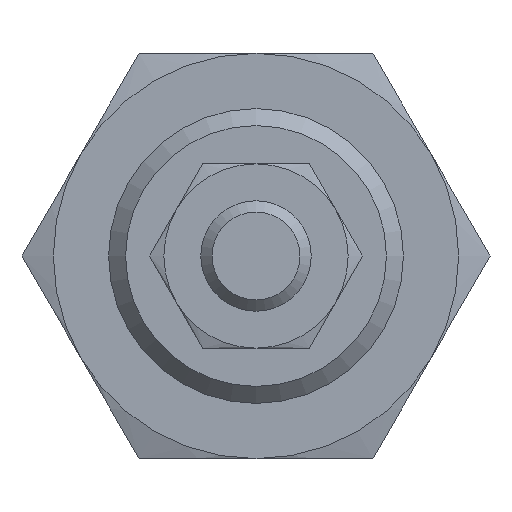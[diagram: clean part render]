
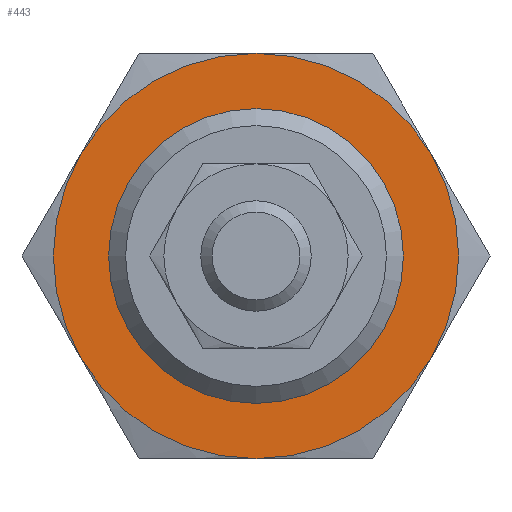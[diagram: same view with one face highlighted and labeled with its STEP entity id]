
A CAD part, left-side view. The second image highlights one B-rep face of the part: STEP entity #443.
In plain terms, the highlighted planar face has unit normal (-1, 0, 0).
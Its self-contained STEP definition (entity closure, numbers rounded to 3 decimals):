
#443 = ADVANCED_FACE( '', ( #851, #852 ), #853, .F. );
#851 = FACE_OUTER_BOUND( '', #1243, .T. );
#852 = FACE_BOUND( '', #1244, .T. );
#853 = PLANE( '', #1245 );
#1243 = EDGE_LOOP( '', ( #2046, #2047, #2048, #2049, #2050, #2051 ) );
#1244 = EDGE_LOOP( '', ( #2052 ) );
#1245 = AXIS2_PLACEMENT_3D( '', #2053, #2054, #2055 );
#2046 = ORIENTED_EDGE( '', *, *, #2408, .F. );
#2047 = ORIENTED_EDGE( '', *, *, #2493, .F. );
#2048 = ORIENTED_EDGE( '', *, *, #2394, .F. );
#2049 = ORIENTED_EDGE( '', *, *, #2468, .F. );
#2050 = ORIENTED_EDGE( '', *, *, #2352, .F. );
#2051 = ORIENTED_EDGE( '', *, *, #2423, .F. );
#2052 = ORIENTED_EDGE( '', *, *, #2414, .T. );
#2053 = CARTESIAN_POINT( '', ( 0., 0., 0. ) );
#2054 = DIRECTION( '', ( 1., 0., 0. ) );
#2055 = DIRECTION( '', ( 0., 0., -1. ) );
#2352 = EDGE_CURVE( '', #2783, #2780, #2785, .T. );
#2394 = EDGE_CURVE( '', #2846, #2847, #2848, .T. );
#2408 = EDGE_CURVE( '', #2863, #2771, #2865, .T. );
#2414 = EDGE_CURVE( '', #2873, #2873, #2874, .T. );
#2423 = EDGE_CURVE( '', #2771, #2783, #2885, .T. );
#2468 = EDGE_CURVE( '', #2780, #2846, #2941, .T. );
#2493 = EDGE_CURVE( '', #2847, #2863, #2970, .T. );
#2771 = VERTEX_POINT( '', #3366 );
#2780 = VERTEX_POINT( '', #3385 );
#2783 = VERTEX_POINT( '', #3393 );
#2785 = CIRCLE( '', #3400, 11. );
#2846 = VERTEX_POINT( '', #3502 );
#2847 = VERTEX_POINT( '', #3503 );
#2848 = CIRCLE( '', #3504, 11. );
#2863 = VERTEX_POINT( '', #3539 );
#2865 = CIRCLE( '', #3546, 11. );
#2873 = VERTEX_POINT( '', #3557 );
#2874 = CIRCLE( '', #3558, 8. );
#2885 = CIRCLE( '', #3570, 11. );
#2941 = CIRCLE( '', #3670, 11. );
#2970 = CIRCLE( '', #3727, 11. );
#3366 = CARTESIAN_POINT( '', ( 0., 9.526, 5.5 ) );
#3385 = CARTESIAN_POINT( '', ( 0., -9.526, 5.5 ) );
#3393 = CARTESIAN_POINT( '', ( 0., 0., 11. ) );
#3400 = AXIS2_PLACEMENT_3D( '', #3998, #3999, #4000 );
#3502 = CARTESIAN_POINT( '', ( 0., -9.526, -5.5 ) );
#3503 = CARTESIAN_POINT( '', ( 0., 0., -11. ) );
#3504 = AXIS2_PLACEMENT_3D( '', #4040, #4041, #4042 );
#3539 = CARTESIAN_POINT( '', ( 0., 9.526, -5.5 ) );
#3546 = AXIS2_PLACEMENT_3D( '', #4047, #4048, #4049 );
#3557 = CARTESIAN_POINT( '', ( 0., 0., -8. ) );
#3558 = AXIS2_PLACEMENT_3D( '', #4056, #4057, #4058 );
#3570 = AXIS2_PLACEMENT_3D( '', #4069, #4070, #4071 );
#3670 = AXIS2_PLACEMENT_3D( '', #4108, #4109, #4110 );
#3727 = AXIS2_PLACEMENT_3D( '', #4129, #4130, #4131 );
#3998 = CARTESIAN_POINT( '', ( 0., 0., 0. ) );
#3999 = DIRECTION( '', ( 1., 0., 0. ) );
#4000 = DIRECTION( '', ( 0., 0., -1. ) );
#4040 = CARTESIAN_POINT( '', ( 0., 0., 0. ) );
#4041 = DIRECTION( '', ( 1., 0., 0. ) );
#4042 = DIRECTION( '', ( 0., 0., -1. ) );
#4047 = CARTESIAN_POINT( '', ( 0., 0., 0. ) );
#4048 = DIRECTION( '', ( 1., 0., 0. ) );
#4049 = DIRECTION( '', ( 0., 0., -1. ) );
#4056 = CARTESIAN_POINT( '', ( 0., 0., 0. ) );
#4057 = DIRECTION( '', ( 1., 0., 0. ) );
#4058 = DIRECTION( '', ( 0., 0., -1. ) );
#4069 = CARTESIAN_POINT( '', ( 0., 0., 0. ) );
#4070 = DIRECTION( '', ( 1., 0., 0. ) );
#4071 = DIRECTION( '', ( 0., 0., -1. ) );
#4108 = CARTESIAN_POINT( '', ( 0., 0., 0. ) );
#4109 = DIRECTION( '', ( 1., 0., 0. ) );
#4110 = DIRECTION( '', ( 0., 0., -1. ) );
#4129 = CARTESIAN_POINT( '', ( 0., 0., 0. ) );
#4130 = DIRECTION( '', ( 1., 0., 0. ) );
#4131 = DIRECTION( '', ( 0., 0., -1. ) );
